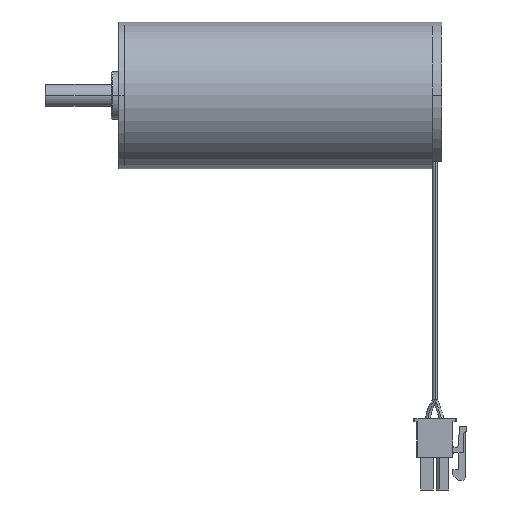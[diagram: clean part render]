
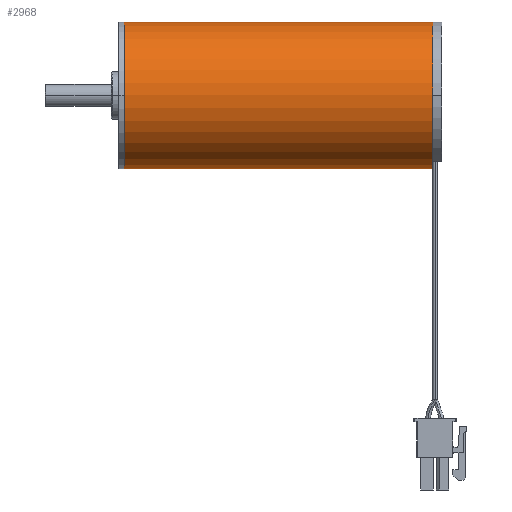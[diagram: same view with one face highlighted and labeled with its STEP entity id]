
A CAD part, left-side view. The second image highlights one B-rep face of the part: STEP entity #2968.
In plain terms, the highlighted cylindrical face has radius 20 mm (diameter 40 mm), a partial arc.
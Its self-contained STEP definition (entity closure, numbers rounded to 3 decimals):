
#176 = EDGE_CURVE ( 'NONE', #2514, #11720, #8249, .T. ) ;
#528 = CARTESIAN_POINT ( 'NONE',  ( 0., 0., -20. ) ) ;
#835 = EDGE_LOOP ( 'NONE', ( #15244, #1939, #6856, #14774 ) ) ;
#1225 = EDGE_CURVE ( 'NONE', #10575, #11720, #15598, .T. ) ;
#1939 = ORIENTED_EDGE ( 'NONE', *, *, #4331, .T. ) ;
#2514 = VERTEX_POINT ( 'NONE', #15093 ) ;
#2968 = ADVANCED_FACE ( 'NONE', ( #5741 ), #5316, .T. ) ;
#3580 = CARTESIAN_POINT ( 'NONE',  ( 0., 84., -20. ) ) ;
#3747 = CARTESIAN_POINT ( 'NONE',  ( 0., 0., -20. ) ) ;
#3992 = DIRECTION ( 'NONE',  ( 0., -1., 0. ) ) ;
#4133 = AXIS2_PLACEMENT_3D ( 'NONE', #11973, #3992, #13320 ) ;
#4331 = EDGE_CURVE ( 'NONE', #13629, #10575, #11374, .T. ) ;
#4596 = DIRECTION ( 'NONE',  ( 0., 0., -1. ) ) ;
#4958 = VECTOR ( 'NONE', #14406, 1000. ) ;
#5316 = CYLINDRICAL_SURFACE ( 'NONE', #7584, 20. ) ;
#5376 = EDGE_CURVE ( 'NONE', #13629, #2514, #6527, .T. ) ;
#5741 = FACE_OUTER_BOUND ( 'NONE', #835, .T. ) ;
#6527 = LINE ( 'NONE', #9107, #9659 ) ;
#6856 = ORIENTED_EDGE ( 'NONE', *, *, #1225, .T. ) ;
#7584 = AXIS2_PLACEMENT_3D ( 'NONE', #16559, #13869, #4596 ) ;
#7835 = DIRECTION ( 'NONE',  ( 0., -1., 0. ) ) ;
#8249 = CIRCLE ( 'NONE', #10883, 20. ) ;
#8414 = CARTESIAN_POINT ( 'NONE',  ( 0., 84., 20. ) ) ;
#9107 = CARTESIAN_POINT ( 'NONE',  ( 0., 0., 20. ) ) ;
#9659 = VECTOR ( 'NONE', #15829, 1000. ) ;
#10575 = VERTEX_POINT ( 'NONE', #3580 ) ;
#10883 = AXIS2_PLACEMENT_3D ( 'NONE', #15827, #7835, #17171 ) ;
#11374 = CIRCLE ( 'NONE', #4133, 20. ) ;
#11720 = VERTEX_POINT ( 'NONE', #528 ) ;
#11973 = CARTESIAN_POINT ( 'NONE',  ( 0., 84., 0. ) ) ;
#13320 = DIRECTION ( 'NONE',  ( 0., 0., -1. ) ) ;
#13629 = VERTEX_POINT ( 'NONE', #8414 ) ;
#13869 = DIRECTION ( 'NONE',  ( 0., -1., 0. ) ) ;
#14406 = DIRECTION ( 'NONE',  ( 0., -1., 0. ) ) ;
#14774 = ORIENTED_EDGE ( 'NONE', *, *, #176, .F. ) ;
#15093 = CARTESIAN_POINT ( 'NONE',  ( 0., 0., 20. ) ) ;
#15244 = ORIENTED_EDGE ( 'NONE', *, *, #5376, .F. ) ;
#15598 = LINE ( 'NONE', #3747, #4958 ) ;
#15827 = CARTESIAN_POINT ( 'NONE',  ( 0., 0., 0. ) ) ;
#15829 = DIRECTION ( 'NONE',  ( 0., -1., 0. ) ) ;
#16559 = CARTESIAN_POINT ( 'NONE',  ( 0., 0., 0. ) ) ;
#17171 = DIRECTION ( 'NONE',  ( 0., 0., -1. ) ) ;
